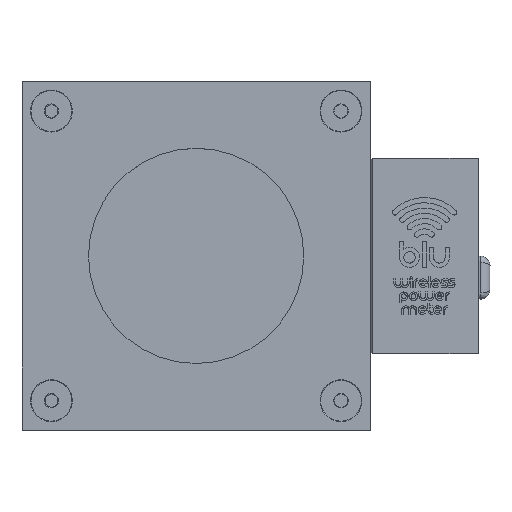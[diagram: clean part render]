
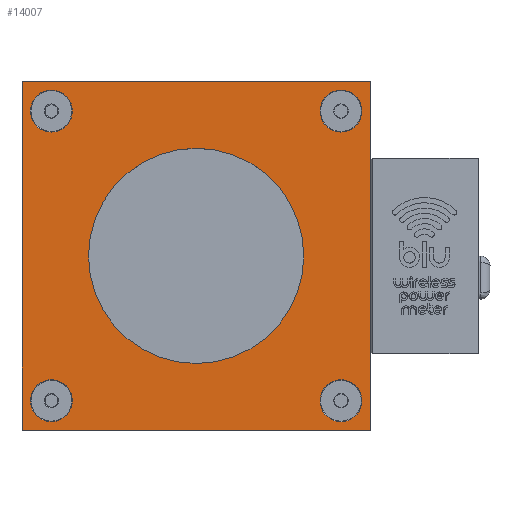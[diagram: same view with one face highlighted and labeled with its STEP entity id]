
A CAD part, top view. The second image highlights one B-rep face of the part: STEP entity #14007.
In plain terms, the highlighted planar face has unit normal (0, 0, 1).
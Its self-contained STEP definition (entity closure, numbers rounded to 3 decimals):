
#154 = DIRECTION ( 'NONE',  ( 0., 0., 1. ) ) ;
#1185 = DIRECTION ( 'NONE',  ( 1., 0., 0. ) ) ;
#2297 = CARTESIAN_POINT ( 'NONE',  ( -60.151, -6.011, 17.087 ) ) ;
#2569 = ORIENTED_EDGE ( 'NONE', *, *, #44913, .F. ) ;
#2736 = ORIENTED_EDGE ( 'NONE', *, *, #60870, .F. ) ;
#5606 = DIRECTION ( 'NONE',  ( 1., 0., 0. ) ) ;
#5999 = EDGE_CURVE ( 'NONE', #61550, #15112, #64189, .T. ) ;
#7638 = AXIS2_PLACEMENT_3D ( 'NONE', #17263, #54389, #83847 ) ;
#7898 = EDGE_LOOP ( 'NONE', ( #64467, #90311 ) ) ;
#10570 = LINE ( 'NONE', #2297, #30352 ) ;
#10678 = ORIENTED_EDGE ( 'NONE', *, *, #24320, .F. ) ;
#14007 = ADVANCED_FACE ( 'NONE', ( #21976, #67518, #90908, #48787, #74491, #72153 ), #76630, .T. ) ;
#14633 = DIRECTION ( 'NONE',  ( 0., -1., 0. ) ) ;
#14695 = ORIENTED_EDGE ( 'NONE', *, *, #46158, .T. ) ;
#15112 = VERTEX_POINT ( 'NONE', #26731 ) ;
#15662 = DIRECTION ( 'NONE',  ( 0., 0., 1. ) ) ;
#15977 = AXIS2_PLACEMENT_3D ( 'NONE', #76156, #83058, #1185 ) ;
#16766 = CARTESIAN_POINT ( 'NONE',  ( 16.002, 1.489, 17.087 ) ) ;
#17263 = CARTESIAN_POINT ( 'NONE',  ( -52.651, 75.489, 17.087 ) ) ;
#18000 = VECTOR ( 'NONE', #74887, 1000. ) ;
#18143 = VERTEX_POINT ( 'NONE', #81018 ) ;
#18356 = CIRCLE ( 'NONE', #54691, 5.347 ) ;
#21976 = FACE_BOUND ( 'NONE', #23388, .T. ) ;
#22219 = EDGE_CURVE ( 'NONE', #71829, #60444, #87089, .T. ) ;
#23388 = EDGE_LOOP ( 'NONE', ( #50388, #63238 ) ) ;
#24320 = EDGE_CURVE ( 'NONE', #37943, #86662, #56922, .T. ) ;
#25667 = DIRECTION ( 'NONE',  ( 1., 0., 0. ) ) ;
#26731 = CARTESIAN_POINT ( 'NONE',  ( 26.696, 1.489, 17.087 ) ) ;
#28050 = CARTESIAN_POINT ( 'NONE',  ( -47.304, 75.489, 17.087 ) ) ;
#28165 = CARTESIAN_POINT ( 'NONE',  ( -15.651, 38.489, 17.087 ) ) ;
#28257 = AXIS2_PLACEMENT_3D ( 'NONE', #85420, #78524, #25667 ) ;
#28842 = DIRECTION ( 'NONE',  ( -1., 0., 0. ) ) ;
#29552 = VERTEX_POINT ( 'NONE', #44846 ) ;
#29751 = DIRECTION ( 'NONE',  ( 1., 0., 0. ) ) ;
#30352 = VECTOR ( 'NONE', #53438, 1000. ) ;
#33814 = DIRECTION ( 'NONE',  ( 1., 0., 0. ) ) ;
#34417 = VERTEX_POINT ( 'NONE', #62230 ) ;
#35073 = CIRCLE ( 'NONE', #39078, 5.347 ) ;
#37224 = EDGE_LOOP ( 'NONE', ( #52085, #2736 ) ) ;
#37267 = AXIS2_PLACEMENT_3D ( 'NONE', #76955, #39068, #46594 ) ;
#37434 = AXIS2_PLACEMENT_3D ( 'NONE', #48976, #56496, #94426 ) ;
#37943 = VERTEX_POINT ( 'NONE', #57858 ) ;
#38242 = EDGE_LOOP ( 'NONE', ( #2569, #10678 ) ) ;
#38288 = CARTESIAN_POINT ( 'NONE',  ( 28.849, -6.011, 17.087 ) ) ;
#38882 = VERTEX_POINT ( 'NONE', #38288 ) ;
#39068 = DIRECTION ( 'NONE',  ( 0., 0., 1. ) ) ;
#39078 = AXIS2_PLACEMENT_3D ( 'NONE', #43689, #73106, #96009 ) ;
#39398 = DIRECTION ( 'NONE',  ( 1., 0., 0. ) ) ;
#40642 = CARTESIAN_POINT ( 'NONE',  ( -47.304, 1.489, 17.087 ) ) ;
#42685 = CARTESIAN_POINT ( 'NONE',  ( -15.651, 38.489, 17.087 ) ) ;
#43670 = CIRCLE ( 'NONE', #37267, 5.347 ) ;
#43689 = CARTESIAN_POINT ( 'NONE',  ( 21.349, 75.489, 17.087 ) ) ;
#43891 = CARTESIAN_POINT ( 'NONE',  ( -60.151, 82.989, 17.087 ) ) ;
#44846 = CARTESIAN_POINT ( 'NONE',  ( 11.849, 38.489, 17.087 ) ) ;
#44913 = EDGE_CURVE ( 'NONE', #86662, #37943, #35073, .T. ) ;
#45696 = ORIENTED_EDGE ( 'NONE', *, *, #82148, .T. ) ;
#46158 = EDGE_CURVE ( 'NONE', #34417, #71829, #65983, .T. ) ;
#46594 = DIRECTION ( 'NONE',  ( 1., 0., 0. ) ) ;
#46925 = ORIENTED_EDGE ( 'NONE', *, *, #59064, .F. ) ;
#47178 = CARTESIAN_POINT ( 'NONE',  ( -43.151, 38.489, 17.087 ) ) ;
#47483 = CARTESIAN_POINT ( 'NONE',  ( -60.151, 82.989, 17.087 ) ) ;
#48787 = FACE_BOUND ( 'NONE', #88085, .T. ) ;
#48976 = CARTESIAN_POINT ( 'NONE',  ( 21.349, 1.489, 17.087 ) ) ;
#50388 = ORIENTED_EDGE ( 'NONE', *, *, #84174, .F. ) ;
#50775 = EDGE_CURVE ( 'NONE', #15112, #61550, #80040, .T. ) ;
#51979 = AXIS2_PLACEMENT_3D ( 'NONE', #42685, #94980, #5606 ) ;
#52085 = ORIENTED_EDGE ( 'NONE', *, *, #78565, .F. ) ;
#53438 = DIRECTION ( 'NONE',  ( 1., 0., 0. ) ) ;
#53889 = ORIENTED_EDGE ( 'NONE', *, *, #88486, .T. ) ;
#54213 = VECTOR ( 'NONE', #28842, 1000. ) ;
#54389 = DIRECTION ( 'NONE',  ( 0., 0., 1. ) ) ;
#54691 = AXIS2_PLACEMENT_3D ( 'NONE', #71960, #55959, #33814 ) ;
#54926 = AXIS2_PLACEMENT_3D ( 'NONE', #60315, #15662, #39398 ) ;
#55959 = DIRECTION ( 'NONE',  ( 0., 0., 1. ) ) ;
#56496 = DIRECTION ( 'NONE',  ( 0., 0., 1. ) ) ;
#56922 = CIRCLE ( 'NONE', #15977, 5.347 ) ;
#57614 = LINE ( 'NONE', #83095, #18000 ) ;
#57858 = CARTESIAN_POINT ( 'NONE',  ( 16.002, 75.489, 17.087 ) ) ;
#58662 = VERTEX_POINT ( 'NONE', #28050 ) ;
#59064 = EDGE_CURVE ( 'NONE', #91745, #62648, #43670, .T. ) ;
#59763 = CARTESIAN_POINT ( 'NONE',  ( -52.651, 1.489, 17.087 ) ) ;
#60315 = CARTESIAN_POINT ( 'NONE',  ( -60.151, -6.011, 17.087 ) ) ;
#60444 = VERTEX_POINT ( 'NONE', #74884 ) ;
#60666 = CARTESIAN_POINT ( 'NONE',  ( -57.998, 1.489, 17.087 ) ) ;
#60870 = EDGE_CURVE ( 'NONE', #29552, #86733, #74733, .T. ) ;
#61550 = VERTEX_POINT ( 'NONE', #16766 ) ;
#62230 = CARTESIAN_POINT ( 'NONE',  ( 28.849, 82.989, 17.087 ) ) ;
#62648 = VERTEX_POINT ( 'NONE', #40642 ) ;
#63238 = ORIENTED_EDGE ( 'NONE', *, *, #80993, .F. ) ;
#63908 = EDGE_LOOP ( 'NONE', ( #70109, #53889, #45696, #14695 ) ) ;
#64189 = CIRCLE ( 'NONE', #37434, 5.347 ) ;
#64467 = ORIENTED_EDGE ( 'NONE', *, *, #50775, .F. ) ;
#64895 = VECTOR ( 'NONE', #14633, 1000. ) ;
#65983 = LINE ( 'NONE', #73571, #54213 ) ;
#67518 = FACE_BOUND ( 'NONE', #38242, .T. ) ;
#69007 = CIRCLE ( 'NONE', #7638, 5.347 ) ;
#70109 = ORIENTED_EDGE ( 'NONE', *, *, #22219, .T. ) ;
#71829 = VERTEX_POINT ( 'NONE', #47483 ) ;
#71960 = CARTESIAN_POINT ( 'NONE',  ( -52.651, 75.489, 17.087 ) ) ;
#72153 = FACE_BOUND ( 'NONE', #37224, .T. ) ;
#72867 = DIRECTION ( 'NONE',  ( 0., 0., 1. ) ) ;
#73106 = DIRECTION ( 'NONE',  ( 0., 0., 1. ) ) ;
#73571 = CARTESIAN_POINT ( 'NONE',  ( -60.151, 82.989, 17.087 ) ) ;
#73843 = DIRECTION ( 'NONE',  ( 1., 0., 0. ) ) ;
#74491 = FACE_OUTER_BOUND ( 'NONE', #63908, .T. ) ;
#74733 = CIRCLE ( 'NONE', #91196, 27.5 ) ;
#74820 = CIRCLE ( 'NONE', #51979, 27.5 ) ;
#74884 = CARTESIAN_POINT ( 'NONE',  ( -60.151, -6.011, 17.087 ) ) ;
#74887 = DIRECTION ( 'NONE',  ( 0., 1., 0. ) ) ;
#76156 = CARTESIAN_POINT ( 'NONE',  ( 21.349, 75.489, 17.087 ) ) ;
#76630 = PLANE ( 'NONE',  #54926 ) ;
#76955 = CARTESIAN_POINT ( 'NONE',  ( -52.651, 1.489, 17.087 ) ) ;
#78524 = DIRECTION ( 'NONE',  ( 0., 0., 1. ) ) ;
#78565 = EDGE_CURVE ( 'NONE', #86733, #29552, #74820, .T. ) ;
#79204 = EDGE_CURVE ( 'NONE', #62648, #91745, #82861, .T. ) ;
#80040 = CIRCLE ( 'NONE', #28257, 5.347 ) ;
#80993 = EDGE_CURVE ( 'NONE', #18143, #58662, #18356, .T. ) ;
#81018 = CARTESIAN_POINT ( 'NONE',  ( -57.998, 75.489, 17.087 ) ) ;
#82148 = EDGE_CURVE ( 'NONE', #38882, #34417, #57614, .T. ) ;
#82861 = CIRCLE ( 'NONE', #88342, 5.347 ) ;
#83058 = DIRECTION ( 'NONE',  ( 0., 0., 1. ) ) ;
#83095 = CARTESIAN_POINT ( 'NONE',  ( 28.849, 82.989, 17.087 ) ) ;
#83847 = DIRECTION ( 'NONE',  ( 1., 0., 0. ) ) ;
#84174 = EDGE_CURVE ( 'NONE', #58662, #18143, #69007, .T. ) ;
#85420 = CARTESIAN_POINT ( 'NONE',  ( 21.349, 1.489, 17.087 ) ) ;
#86662 = VERTEX_POINT ( 'NONE', #90095 ) ;
#86733 = VERTEX_POINT ( 'NONE', #47178 ) ;
#87089 = LINE ( 'NONE', #43891, #64895 ) ;
#88085 = EDGE_LOOP ( 'NONE', ( #91334, #46925 ) ) ;
#88342 = AXIS2_PLACEMENT_3D ( 'NONE', #59763, #154, #29751 ) ;
#88486 = EDGE_CURVE ( 'NONE', #60444, #38882, #10570, .T. ) ;
#90095 = CARTESIAN_POINT ( 'NONE',  ( 26.696, 75.489, 17.087 ) ) ;
#90311 = ORIENTED_EDGE ( 'NONE', *, *, #5999, .F. ) ;
#90908 = FACE_BOUND ( 'NONE', #7898, .T. ) ;
#91196 = AXIS2_PLACEMENT_3D ( 'NONE', #28165, #72867, #73843 ) ;
#91334 = ORIENTED_EDGE ( 'NONE', *, *, #79204, .F. ) ;
#91745 = VERTEX_POINT ( 'NONE', #60666 ) ;
#94426 = DIRECTION ( 'NONE',  ( 1., 0., 0. ) ) ;
#94980 = DIRECTION ( 'NONE',  ( 0., 0., 1. ) ) ;
#96009 = DIRECTION ( 'NONE',  ( 1., 0., 0. ) ) ;
